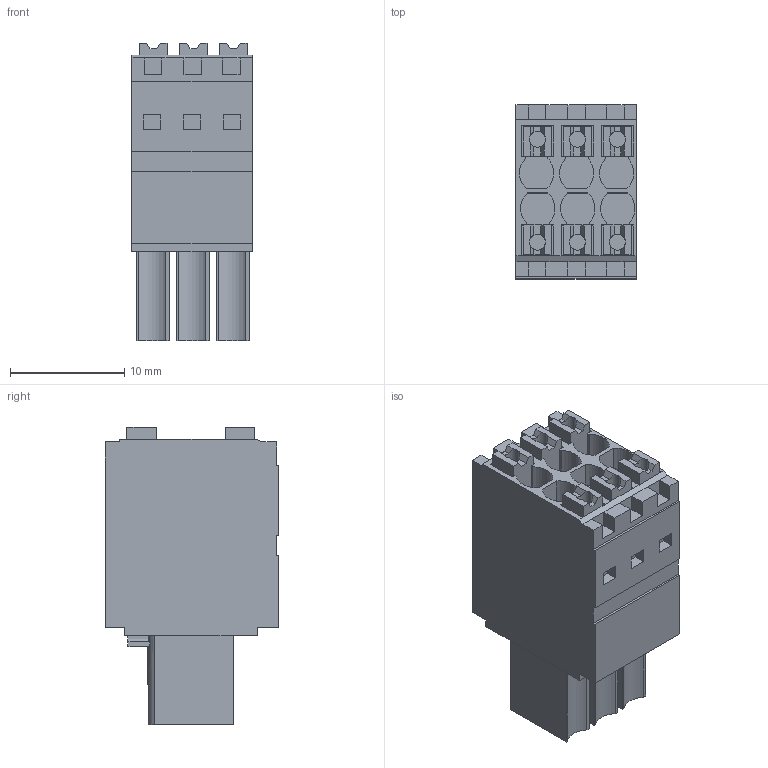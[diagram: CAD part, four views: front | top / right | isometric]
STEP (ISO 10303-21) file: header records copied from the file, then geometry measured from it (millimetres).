
FILE_DESCRIPTION(('CATIA V5 STEP','CAx-IF Rec.Pracs.--- Model Styling and Organization---1.2---2011-12-15'),'2;1');
FILE_NAME ('D1450437_0', '2017-05-27T10:18:57+00:00', ('none'), ('Weidmueller'), 'CATIA Version 5-6 Release 2014', 'CATIA V5 STEP AP214', 'none');
FILE_SCHEMA(('AUTOMOTIVE_DESIGN { 1 0 10303 214 1 1 1 1 }'));
Length unit declared in the file: millimetre
Products named in the file (1): 1277470000
Bounding box: 10.5 x 15.2 x 26.05 mm (x, y, z)
Volume: 2901 mm3; surface area: 2710 mm2
Topology: 7 solids, 7 shells, 338 faces, 934 edges, 622 vertices
Faces by surface type: plane 308, cylinder 30
Entity records: 10482 total; most frequent: CARTESIAN_POINT 2004, ORIENTED_EDGE 1868, DIRECTION 1378, EDGE_CURVE 934, VECTOR 808, LINE 808, VERTEX_POINT 622, EDGE_LOOP 362
